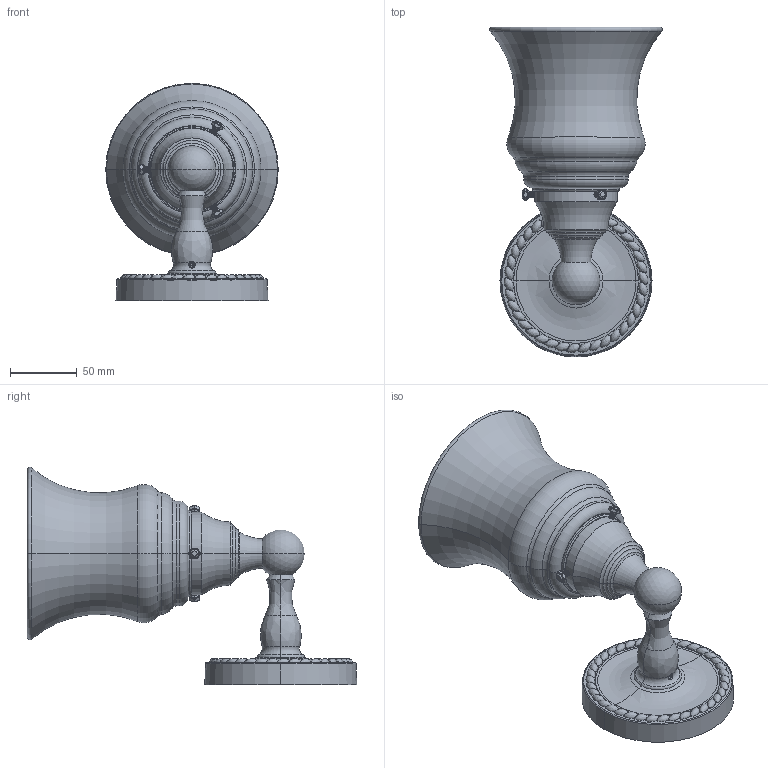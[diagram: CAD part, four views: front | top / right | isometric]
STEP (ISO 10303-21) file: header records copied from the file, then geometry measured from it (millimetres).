
FILE_DESCRIPTION((''),'2;1');
FILE_NAME('1582-1_WEB','2011-01-07T',('project'),(''),'PRO/ENGINEER BY PARAMETRIC TECHNOLOGY CORPORATION, 2009300','PRO/ENGINEER BY PARAMETRIC TECHNOLOGY CORPORATION, 2009300','');
FILE_SCHEMA(('CONFIG_CONTROL_DESIGN'));
Length unit declared in the file: inch
Products named in the file (1): 1582-1_WEB
Bounding box: 129.67 x 247.83 x 163.39 mm (x, y, z)
Surface area: 157577 mm2 (no closed solid volume)
Topology: 0 solids, 15 shells, 498 faces, 1613 edges, 1043 vertices
Faces by surface type: cylinder 133, bspline 108, torus 98, sphere 83, plane 62, cone 14
Entity records: 40374 total; most frequent: CARTESIAN_POINT 27596, ORIENTED_EDGE 2788, DIRECTION 2463, EDGE_CURVE 1528, AXIS2_PLACEMENT_3D 1099, VERTEX_POINT 1043, CIRCLE 709, B_SPLINE_CURVE_WITH_KNOTS 554
